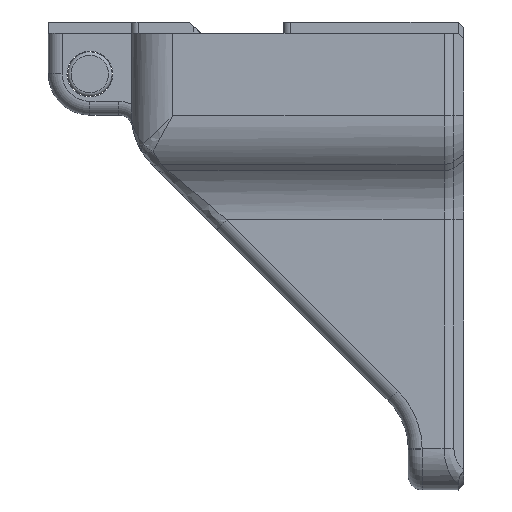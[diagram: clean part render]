
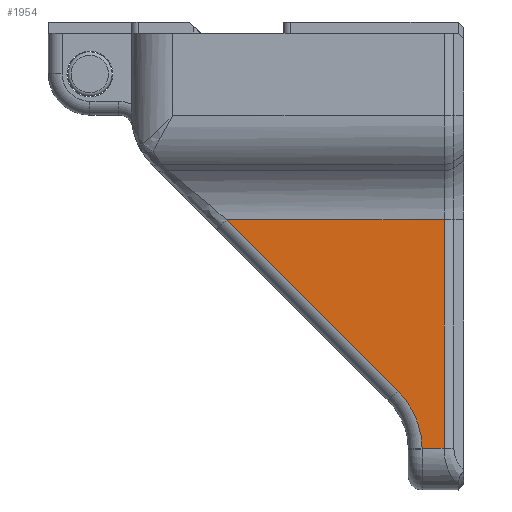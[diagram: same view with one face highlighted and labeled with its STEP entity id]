
A CAD part, front view. The second image highlights one B-rep face of the part: STEP entity #1954.
In plain terms, the highlighted face is planar.
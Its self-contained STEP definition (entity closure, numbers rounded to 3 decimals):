
#131=PLANE('',#2187);
#171=LINE('',#3060,#317);
#229=LINE('',#3233,#375);
#264=LINE('',#3582,#410);
#270=LINE('',#3909,#416);
#317=VECTOR('',#2351,10.);
#375=VECTOR('',#2523,10.);
#410=VECTOR('',#2672,10.);
#416=VECTOR('',#2746,10.);
#570=FACE_OUTER_BOUND('',#690,.T.);
#690=EDGE_LOOP('',(#1754,#1755,#1756,#1757,#1758));
#786=CIRCLE('',#2156,6.);
#857=VERTEX_POINT('',#3053);
#858=VERTEX_POINT('',#3057);
#917=VERTEX_POINT('',#3232);
#962=VERTEX_POINT('',#3576);
#963=VERTEX_POINT('',#3580);
#1053=EDGE_CURVE('',#857,#858,#171,.T.);
#1141=EDGE_CURVE('',#917,#857,#229,.T.);
#1215=EDGE_CURVE('',#962,#963,#264,.T.);
#1217=EDGE_CURVE('',#963,#917,#786,.T.);
#1247=EDGE_CURVE('',#858,#962,#270,.T.);
#1754=ORIENTED_EDGE('',*,*,#1053,.T.);
#1755=ORIENTED_EDGE('',*,*,#1247,.T.);
#1756=ORIENTED_EDGE('',*,*,#1215,.T.);
#1757=ORIENTED_EDGE('',*,*,#1217,.T.);
#1758=ORIENTED_EDGE('',*,*,#1141,.T.);
#1954=ADVANCED_FACE('',(#570),#131,.F.);
#2156=AXIS2_PLACEMENT_3D('',#3586,#2677,#2678);
#2187=AXIS2_PLACEMENT_3D('',#3908,#2744,#2745);
#2351=DIRECTION('',(0.,1.,0.));
#2523=DIRECTION('',(0.,0.,1.));
#2672=DIRECTION('',(0.,-0.707,0.707));
#2677=DIRECTION('center_axis',(1.,0.,0.));
#2678=DIRECTION('ref_axis',(0.,0.389,0.921));
#2744=DIRECTION('center_axis',(1.,0.,0.));
#2745=DIRECTION('ref_axis',(0.,-1.,0.));
#2746=DIRECTION('',(0.,0.,-1.));
#3053=CARTESIAN_POINT('',(3.,-22.,-21.414));
#3057=CARTESIAN_POINT('',(3.,-5.471,-21.414));
#3060=CARTESIAN_POINT('',(3.,-3.125,-21.414));
#3232=CARTESIAN_POINT('',(3.,-22.,-23.));
#3233=CARTESIAN_POINT('',(3.,-22.,-20.));
#3576=CARTESIAN_POINT('',(3.,-5.471,-37.115));
#3580=CARTESIAN_POINT('',(3.,-17.828,-24.757));
#3582=CARTESIAN_POINT('',(3.,-9.293,-33.293));
#3586=CARTESIAN_POINT('Origin',(3.,-22.071,-29.));
#3908=CARTESIAN_POINT('Origin',(3.,0.,-20.));
#3909=CARTESIAN_POINT('',(3.,-5.471,-20.));
